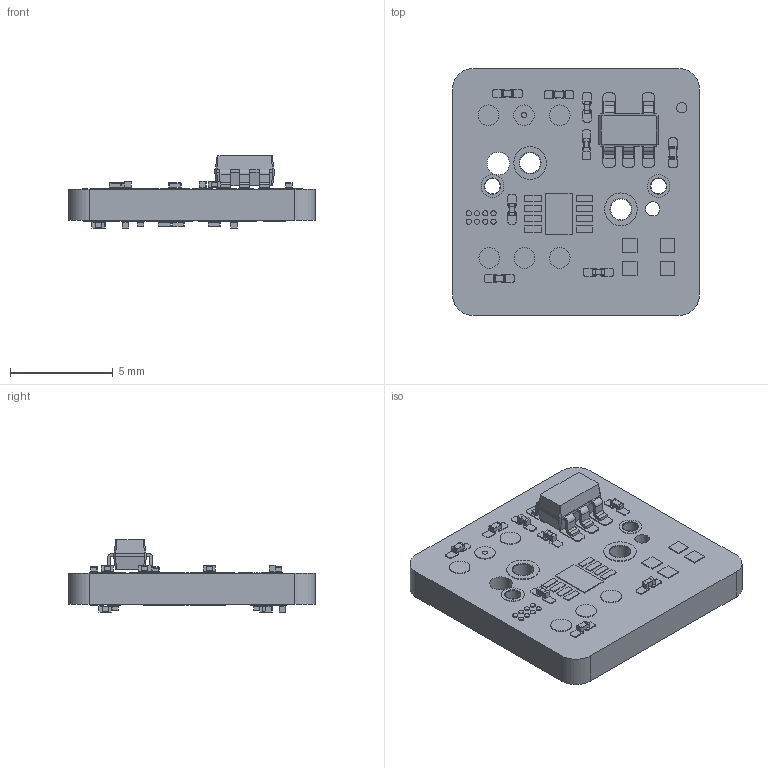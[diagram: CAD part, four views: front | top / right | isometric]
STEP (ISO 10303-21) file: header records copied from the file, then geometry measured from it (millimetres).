
FILE_DESCRIPTION(('KiCad electronic assembly'),'2;1');
FILE_NAME('project_MSPM0C1104.step','2025-08-22T18:51:07',('Pcbnew'),( 'Kicad'),'Open CASCADE STEP processor 7.8','KiCad to STEP converter' ,'Unknown');
FILE_SCHEMA(('AUTOMOTIVE_DESIGN { 1 0 10303 214 1 1 1 1 }'));
Length unit declared in the file: millimetre
Products named in the file (6): project_MSPM0C1104 1; C_0201_0603Metric; R_0201_0603Metric; SOT-23-5; MSPMOC1104_DBGA_V2_pad; MSPMOC1104_DBGA_V2_PCB
Assembly tree (19 placements, depth 2):
  project_MSPM0C1104 1
    C_0201_0603Metric  x8
    R_0201_0603Metric  x8
    SOT-23-5
    MSPMOC1104_DBGA_V2_pad
    MSPMOC1104_DBGA_V2_PCB
Bounding box: 12 x 12 x 3.53 mm (x, y, z)
Volume: 219.1 mm3; surface area: 536 mm2
Topology: 102 solids, 102 shells, 1139 faces, 2678 edges, 1760 vertices
Faces by surface type: plane 731, cylinder 379, bspline 29
Full cylindrical faces by diameter (mm): 0.25 x9, 0.5 x2, 0.7 x1, 0.75 x6, 0.8 x4, 1 x6, 1.01 x6, 1.06 x4, 1.1 x5, 1.59 x4
Entity records: 22873 total; most frequent: CARTESIAN_POINT 3714, DIRECTION 3648, ORIENTED_EDGE 3396, EDGE_CURVE 1698, AXIS2_PLACEMENT_3D 1230, LINE 1188, VECTOR 1188, VERTEX_POINT 1116
